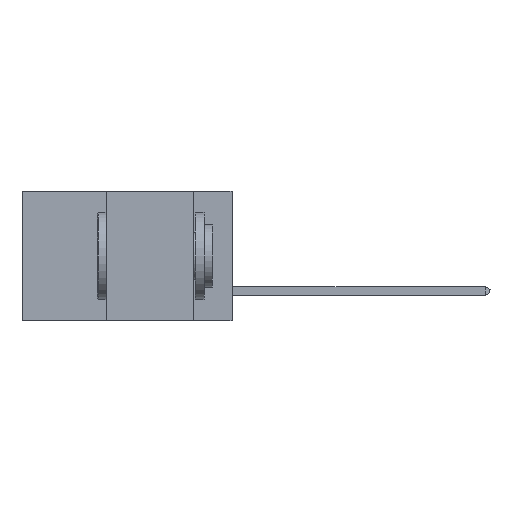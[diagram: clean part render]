
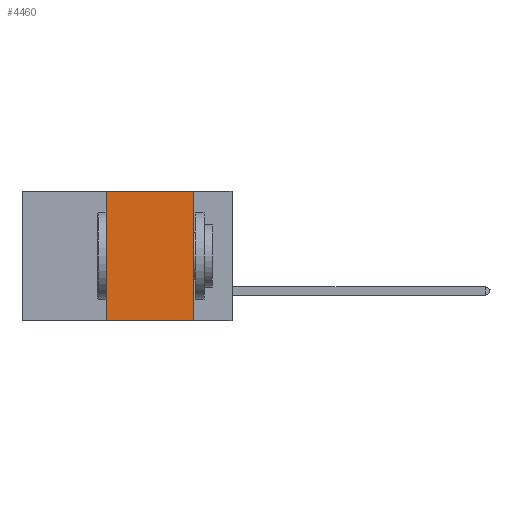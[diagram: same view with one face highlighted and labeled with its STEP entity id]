
A CAD part, left-side view. The second image highlights one B-rep face of the part: STEP entity #4460.
In plain terms, the highlighted planar face has unit normal (-1, 0, 0).
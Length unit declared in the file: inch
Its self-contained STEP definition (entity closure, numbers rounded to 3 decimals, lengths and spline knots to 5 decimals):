
#582 = CARTESIAN_POINT ( 'NONE',  ( 0., 0.36, -0.37 ) ) ;
#1003 = DIRECTION ( 'NONE',  ( 0., -1., 0. ) ) ;
#1287 = LINE ( 'NONE', #11240, #16272 ) ;
#1319 = EDGE_CURVE ( 'NONE', #15769, #14795, #2867, .T. ) ;
#1332 = ORIENTED_EDGE ( 'NONE', *, *, #11510, .F. ) ;
#2002 = CARTESIAN_POINT ( 'NONE',  ( 0., 0.6, -0.37 ) ) ;
#2056 = DIRECTION ( 'NONE',  ( 0., 0., -1. ) ) ;
#2867 = LINE ( 'NONE', #14080, #10509 ) ;
#2901 = LINE ( 'NONE', #2002, #17671 ) ;
#2931 = LINE ( 'NONE', #9803, #5488 ) ;
#4145 = DIRECTION ( 'NONE',  ( 0., -1., 0. ) ) ;
#4460 = ADVANCED_FACE ( 'NONE', ( #8443 ), #15941, .F. ) ;
#4675 = ORIENTED_EDGE ( 'NONE', *, *, #8748, .F. ) ;
#5488 = VECTOR ( 'NONE', #4145, 39.37008 ) ;
#6512 = VERTEX_POINT ( 'NONE', #582 ) ;
#8443 = FACE_OUTER_BOUND ( 'NONE', #17298, .T. ) ;
#8748 = EDGE_CURVE ( 'NONE', #6512, #13815, #1287, .T. ) ;
#9075 = DIRECTION ( 'NONE',  ( 1., 0., 0. ) ) ;
#9803 = CARTESIAN_POINT ( 'NONE',  ( 0., 0.6, 0. ) ) ;
#9829 = ORIENTED_EDGE ( 'NONE', *, *, #1319, .F. ) ;
#10509 = VECTOR ( 'NONE', #11209, 39.37008 ) ;
#11209 = DIRECTION ( 'NONE',  ( 0., 0., -1. ) ) ;
#11240 = CARTESIAN_POINT ( 'NONE',  ( 0., 0.36, 0. ) ) ;
#11510 = EDGE_CURVE ( 'NONE', #13815, #15769, #2931, .T. ) ;
#11923 = AXIS2_PLACEMENT_3D ( 'NONE', #15887, #9075, #2056 ) ;
#12253 = EDGE_CURVE ( 'NONE', #6512, #14795, #2901, .T. ) ;
#13815 = VERTEX_POINT ( 'NONE', #16953 ) ;
#14080 = CARTESIAN_POINT ( 'NONE',  ( 0., 0.11, 0. ) ) ;
#14795 = VERTEX_POINT ( 'NONE', #17774 ) ;
#15769 = VERTEX_POINT ( 'NONE', #16415 ) ;
#15887 = CARTESIAN_POINT ( 'NONE',  ( 0., 0.6, 0. ) ) ;
#15941 = PLANE ( 'NONE',  #11923 ) ;
#16072 = ORIENTED_EDGE ( 'NONE', *, *, #12253, .T. ) ;
#16272 = VECTOR ( 'NONE', #16879, 39.37008 ) ;
#16415 = CARTESIAN_POINT ( 'NONE',  ( 0., 0.11, 0. ) ) ;
#16879 = DIRECTION ( 'NONE',  ( 0., 0., 1. ) ) ;
#16953 = CARTESIAN_POINT ( 'NONE',  ( 0., 0.36, 0. ) ) ;
#17298 = EDGE_LOOP ( 'NONE', ( #9829, #1332, #4675, #16072 ) ) ;
#17671 = VECTOR ( 'NONE', #1003, 39.37008 ) ;
#17774 = CARTESIAN_POINT ( 'NONE',  ( 0., 0.11, -0.37 ) ) ;
